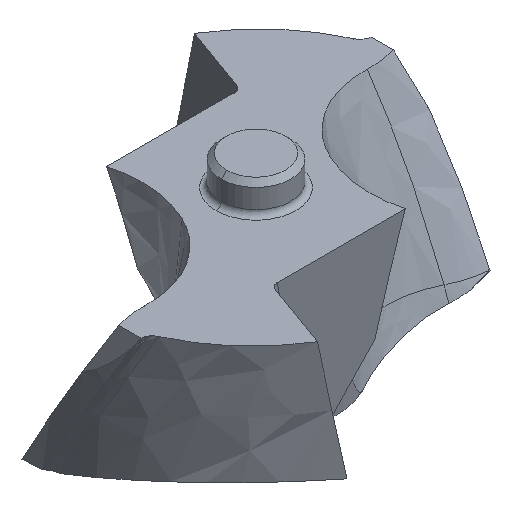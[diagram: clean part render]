
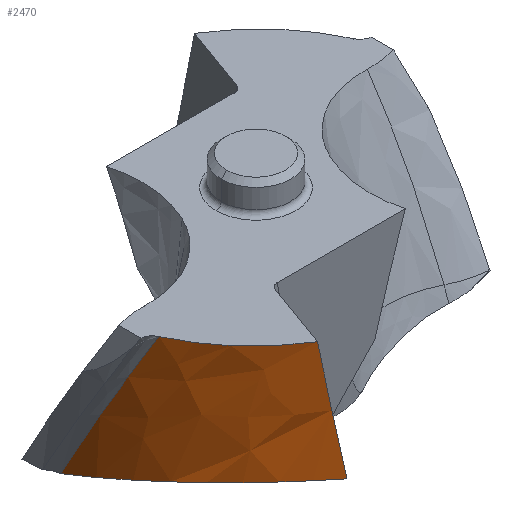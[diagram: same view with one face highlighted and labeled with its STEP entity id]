
A CAD part, isometric view. The second image highlights one B-rep face of the part: STEP entity #2470.
In plain terms, the highlighted free-form (B-spline) face has degree [3, 3] with [7, 5] control points.
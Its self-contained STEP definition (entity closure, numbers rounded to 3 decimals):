
#161=CARTESIAN_POINT('',(-2.926,-4.676,
0.));
#162=CARTESIAN_POINT('',(-3.305,-4.447,
0.));
#163=CARTESIAN_POINT('',(-4.162,-3.774,
0.));
#164=CARTESIAN_POINT('',(-4.789,-2.871,
0.));
#165=CARTESIAN_POINT('',(-5.055,-2.291,
0.));
#411=CARTESIAN_POINT('',(-5.551,0.,
-4.28));
#412=CARTESIAN_POINT('',(-5.551,-0.186,
-4.208));
#413=CARTESIAN_POINT('',(-5.533,-0.55,
-4.074));
#414=CARTESIAN_POINT('',(-5.457,-1.063,
-3.902));
#415=CARTESIAN_POINT('',(-5.335,-1.555,
-3.756));
#416=CARTESIAN_POINT('',(-5.186,-1.996,
-3.64));
#417=CARTESIAN_POINT('',(-4.959,-2.501,
-3.527));
#418=CARTESIAN_POINT('',(-4.691,-2.96,
-3.447));
#419=CARTESIAN_POINT('',(-4.388,-3.382,
-3.393));
#420=CARTESIAN_POINT('',(-4.047,-3.772,
-3.366));
#421=CARTESIAN_POINT('',(-3.676,-4.124,
-3.365));
#422=CARTESIAN_POINT('',(-3.268,-4.444,
-3.39));
#423=CARTESIAN_POINT('',(-2.836,-4.723,
-3.439));
#424=CARTESIAN_POINT('',(-2.528,-4.884,
-3.489));
#425=CARTESIAN_POINT('',(-2.369,-4.959,-3.518));
#446=CARTESIAN_POINT('',(-5.551,0.009,
-4.281));
#447=CARTESIAN_POINT('',(-5.551,0.008,
-4.281));
#448=CARTESIAN_POINT('',(-5.551,0.006,
-4.281));
#449=CARTESIAN_POINT('',(-5.55,0.003,
-4.281));
#450=CARTESIAN_POINT('',(-5.551,0.001,
-4.28));
#451=CARTESIAN_POINT('',(-5.551,0.,
-4.28));
#754=CARTESIAN_POINT('',(-5.551,0.009,
-4.281));
#772=CARTESIAN_POINT('',(-5.551,0.009,
-4.281));
#773=CARTESIAN_POINT('',(-5.557,-0.439,
-3.442));
#774=CARTESIAN_POINT('',(-5.465,-1.219,
-2.015));
#775=CARTESIAN_POINT('',(-5.195,-1.984,
-0.588));
#776=CARTESIAN_POINT('',(-5.055,-2.291,
0.));
#778=CARTESIAN_POINT('',(-2.926,-4.676,
0.));
#779=CARTESIAN_POINT('',(-2.894,-4.687,
-0.189));
#780=CARTESIAN_POINT('',(-2.834,-4.709,
-0.555));
#781=CARTESIAN_POINT('',(-2.748,-4.741,
-1.071));
#782=CARTESIAN_POINT('',(-2.67,-4.774,
-1.552));
#783=CARTESIAN_POINT('',(-2.598,-4.808,
-2.004));
#784=CARTESIAN_POINT('',(-2.509,-4.856,
-2.569));
#785=CARTESIAN_POINT('',(-2.435,-4.906,
-3.059));
#786=CARTESIAN_POINT('',(-2.39,-4.941,
-3.369));
#787=CARTESIAN_POINT('',(-2.369,-4.959,-3.518));
#963=CARTESIAN_POINT('',(-2.926,-4.676,
0.));
#964=VERTEX_POINT('',#963);
#965=VERTEX_POINT('',#165);
#994=CARTESIAN_POINT('',(-5.551,0.,
-4.28));
#995=VERTEX_POINT('',#994);
#996=VERTEX_POINT('',#425);
#1011=VERTEX_POINT('',#754);
#2426=CARTESIAN_POINT('',(-2.595,-4.902,
-4.325));
#2427=CARTESIAN_POINT('',(-2.262,-5.009,
-3.471));
#2428=CARTESIAN_POINT('',(-1.589,-5.21,
-2.016));
#2429=CARTESIAN_POINT('',(-0.731,-5.394,
-0.56));
#2430=CARTESIAN_POINT('',(-0.347,-5.462,
0.041));
#2431=CARTESIAN_POINT('',(-2.654,-4.871,
-4.325));
#2432=CARTESIAN_POINT('',(-2.323,-4.984,
-3.471));
#2433=CARTESIAN_POINT('',(-1.651,-5.193,
-2.016));
#2434=CARTESIAN_POINT('',(-0.796,-5.387,
-0.56));
#2435=CARTESIAN_POINT('',(-0.412,-5.459,
0.041));
#2436=CARTESIAN_POINT('',(-3.281,-4.526,
-4.325));
#2437=CARTESIAN_POINT('',(-2.965,-4.697,
-3.471));
#2438=CARTESIAN_POINT('',(-2.319,-5.007,
-2.016));
#2439=CARTESIAN_POINT('',(-1.488,-5.301,
-0.56));
#2440=CARTESIAN_POINT('',(-1.115,-5.414,
0.041));
#2441=CARTESIAN_POINT('',(-4.345,-3.634,
-4.325));
#2442=CARTESIAN_POINT('',(-4.078,-3.912,
-3.471));
#2443=CARTESIAN_POINT('',(-3.518,-4.404,
-2.016));
#2444=CARTESIAN_POINT('',(-2.773,-4.879,
-0.56));
#2445=CARTESIAN_POINT('',(-2.435,-5.068,
0.041));
#2446=CARTESIAN_POINT('',(-5.341,-1.9,
-4.325));
#2447=CARTESIAN_POINT('',(-5.196,-2.297,
-3.471));
#2448=CARTESIAN_POINT('',(-4.841,-2.992,
-2.016));
#2449=CARTESIAN_POINT('',(-4.301,-3.671,
-0.56));
#2450=CARTESIAN_POINT('',(-4.048,-3.944,
0.041));
#2451=CARTESIAN_POINT('',(-5.561,-0.578,
-4.325));
#2452=CARTESIAN_POINT('',(-5.519,-1.022,
-3.471));
#2453=CARTESIAN_POINT('',(-5.341,-1.796,
-2.016));
#2454=CARTESIAN_POINT('',(-4.979,-2.554,
-0.56));
#2455=CARTESIAN_POINT('',(-4.799,-2.859,
0.041));
#2456=CARTESIAN_POINT('',(-5.55,0.092,
-4.325));
#2457=CARTESIAN_POINT('',(-5.563,-0.365,
-3.471));
#2458=CARTESIAN_POINT('',(-5.479,-1.163,
-2.016));
#2459=CARTESIAN_POINT('',(-5.211,-1.944,
-0.56));
#2460=CARTESIAN_POINT('',(-5.07,-2.259,
0.041));
#2461=B_SPLINE_SURFACE_WITH_KNOTS('',3,3,((#2426,#2427,#2428,#2429,#2430),
(#2431,#2432,#2433,#2434,#2435),(#2436,#2437,#2438,#2439,#2440),(#2441,#2442,
#2443,#2444,#2445),(#2446,#2447,#2448,#2449,#2450),(#2451,#2452,#2453,#2454,
#2455),(#2456,#2457,#2458,#2459,#2460)),.UNSPECIFIED.,.F.,.F.,.F.,(4,1,1,1,4),
(4,1,4),(0.224,0.25,0.5,0.75,1.008),(
0.052,3.01,5.092),.UNSPECIFIED.);
#2462=ORIENTED_EDGE('',*,*,#1686,.F.);
#2463=ORIENTED_EDGE('',*,*,#1730,.F.);
#2464=ORIENTED_EDGE('',*,*,#2411,.T.);
#2465=ORIENTED_EDGE('',*,*,#1296,.F.);
#2467=ORIENTED_EDGE('',*,*,#2466,.T.);
#2468=EDGE_LOOP('',(#2462,#2463,#2464,#2465,#2467));
#2469=FACE_OUTER_BOUND('',#2468,.F.);
#166=B_SPLINE_CURVE_WITH_KNOTS('',3,(#161,#162,#163,#164,#165),.UNSPECIFIED.,
.F.,.F.,(4,1,4),(0.,0.41,1.),.UNSPECIFIED.);
#426=B_SPLINE_CURVE_WITH_KNOTS('',3,(#411,#412,#413,#414,#415,#416,#417,#418,
#419,#420,#421,#422,#423,#424,#425),.UNSPECIFIED.,.F.,.F.,(4,1,1,1,1,1,1,1,1,1,
1,1,4),(0.,0.083,0.167,0.25,0.333,
0.417,0.5,0.583,0.667,0.75,
0.833,0.917,1.),.UNSPECIFIED.);
#452=B_SPLINE_CURVE_WITH_KNOTS('',3,(#446,#447,#448,#449,#450,#451),
.UNSPECIFIED.,.F.,.F.,(4,1,1,4),(0.,0.333,0.667,1.),
.UNSPECIFIED.);
#777=B_SPLINE_CURVE_WITH_KNOTS('',3,(#772,#773,#774,#775,#776),.UNSPECIFIED.,
.F.,.F.,(4,1,4),(0.,0.588,1.),.UNSPECIFIED.);
#788=B_SPLINE_CURVE_WITH_KNOTS('',3,(#778,#779,#780,#781,#782,#783,#784,#785,
#786,#787),.UNSPECIFIED.,.F.,.F.,(4,1,1,1,1,1,1,4),(0.,0.143,
0.286,0.429,0.571,0.714,
0.857,1.),.UNSPECIFIED.);
#1296=EDGE_CURVE('',#964,#965,#166,.T.);
#1686=EDGE_CURVE('',#995,#996,#426,.T.);
#1730=EDGE_CURVE('',#1011,#995,#452,.T.);
#2411=EDGE_CURVE('',#1011,#965,#777,.T.);
#2466=EDGE_CURVE('',#964,#996,#788,.T.);
#2470=ADVANCED_FACE('',(#2469),#2461,.F.);
